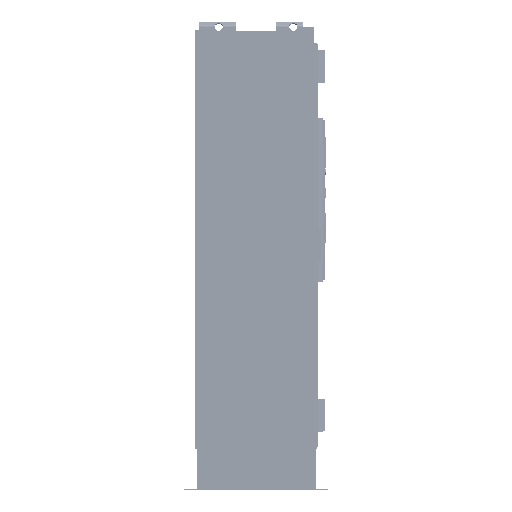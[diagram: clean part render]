
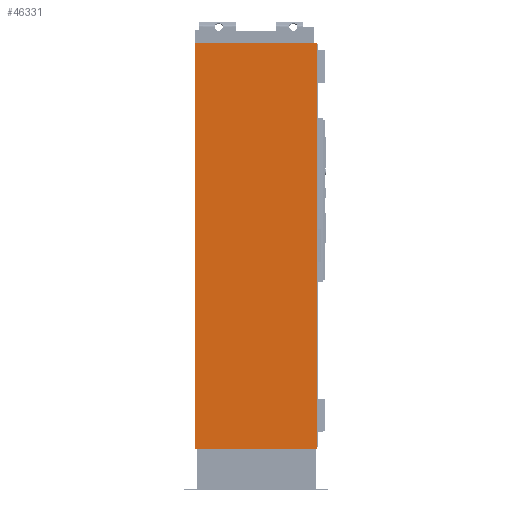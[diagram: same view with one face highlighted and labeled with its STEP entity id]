
A CAD part, left-side view. The second image highlights one B-rep face of the part: STEP entity #46331.
In plain terms, the highlighted planar face has unit normal (-1, 0, 0).
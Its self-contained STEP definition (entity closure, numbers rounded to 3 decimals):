
#46331=ADVANCED_FACE('',(#57992),#52280,.T.);
#52280=PLANE('',#171246);
#57992=FACE_OUTER_BOUND('',#66003,.T.);
#66003=EDGE_LOOP('',(#91870,#91871,#91872,#91873));
#91870=ORIENTED_EDGE('',*,*,#127762,.F.);
#91871=ORIENTED_EDGE('',*,*,#128425,.T.);
#91872=ORIENTED_EDGE('',*,*,#128426,.F.);
#91873=ORIENTED_EDGE('',*,*,#128427,.F.);
#112273=VERTEX_POINT('',#238248);
#112275=VERTEX_POINT('',#238252);
#112760=VERTEX_POINT('',#239888);
#112761=VERTEX_POINT('',#239890);
#127762=EDGE_CURVE('',#112275,#112273,#143932,.T.);
#128425=EDGE_CURVE('',#112275,#112760,#144467,.T.);
#128426=EDGE_CURVE('',#112761,#112760,#144468,.T.);
#128427=EDGE_CURVE('',#112273,#112761,#144469,.T.);
#143932=LINE('',#238253,#159587);
#144467=LINE('',#239887,#160122);
#144468=LINE('',#239889,#160123);
#144469=LINE('',#239891,#160124);
#159587=VECTOR('',#194069,1.);
#160122=VECTOR('',#195122,1.);
#160123=VECTOR('',#195123,1.);
#160124=VECTOR('',#195124,1.);
#171246=AXIS2_PLACEMENT_3D('',#239892,#195125,#195126);
#194069=DIRECTION('',(0.,-1.,0.));
#195122=DIRECTION('',(0.,0.,-1.));
#195123=DIRECTION('',(0.,1.,0.));
#195124=DIRECTION('',(0.,0.,-1.));
#195125=DIRECTION('',(-1.,0.,0.));
#195126=DIRECTION('',(0.,0.,1.));
#238248=CARTESIAN_POINT('',(-1950.,0.,1899.5));
#238252=CARTESIAN_POINT('',(-1950.,600.,1899.5));
#238253=CARTESIAN_POINT('',(-1950.,600.,1899.5));
#239887=CARTESIAN_POINT('',(-1950.,600.,1932.5));
#239888=CARTESIAN_POINT('',(-1950.,600.,-100.));
#239889=CARTESIAN_POINT('',(-1950.,600.,-100.));
#239890=CARTESIAN_POINT('',(-1950.,0.,-100.));
#239891=CARTESIAN_POINT('',(-1950.,0.,0.));
#239892=CARTESIAN_POINT('',(-1950.,300.,1932.5));
